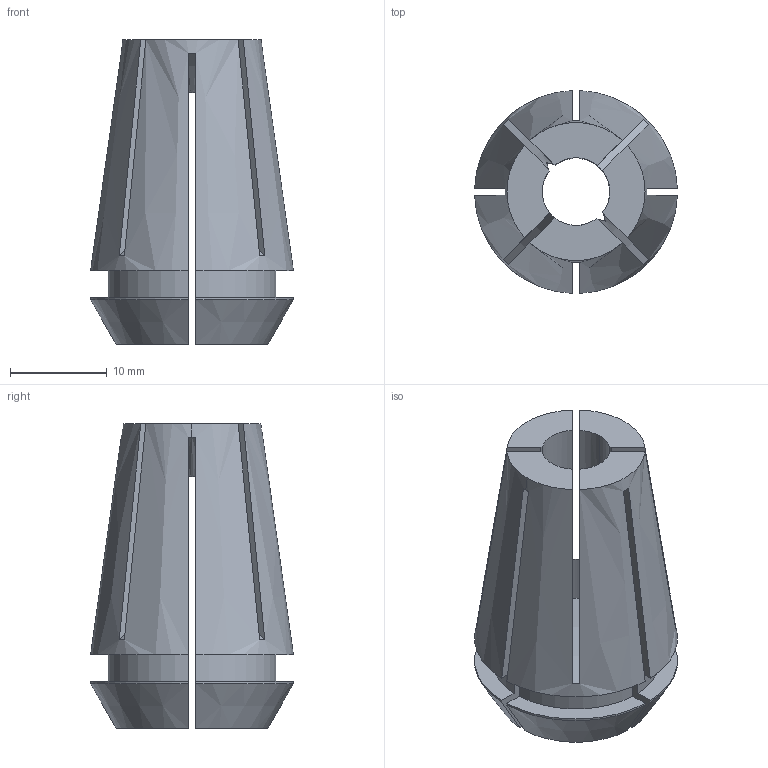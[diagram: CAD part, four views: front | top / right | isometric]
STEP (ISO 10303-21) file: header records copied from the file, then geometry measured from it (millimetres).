
FILE_DESCRIPTION (( 'STEP AP203' ), '1' );
FILE_NAME ('202.126.20.07.STEP', '2017-04-10T02:24:00', ( '' ), ( '' ), 'SwSTEP 2.0', 'SolidWorks 2015', '' );
FILE_SCHEMA (( 'CONFIG_CONTROL_DESIGN' ));
Length unit declared in the file: millimetre
Products named in the file (1): 202.126.20.07
Bounding box: 20.99 x 20.99 x 31.5 mm (x, y, z)
Volume: 5882.7 mm3; surface area: 4786.2 mm2
Topology: 1 solids, 1 shells, 61 faces, 183 edges, 122 vertices
Faces by surface type: plane 36, cylinder 19, cone 6
Entity records: 2297 total; most frequent: CARTESIAN_POINT 603, ORIENTED_EDGE 366, DIRECTION 319, EDGE_CURVE 183, VERTEX_POINT 122, AXIS2_PLACEMENT_3D 119, LINE 81, VECTOR 81
